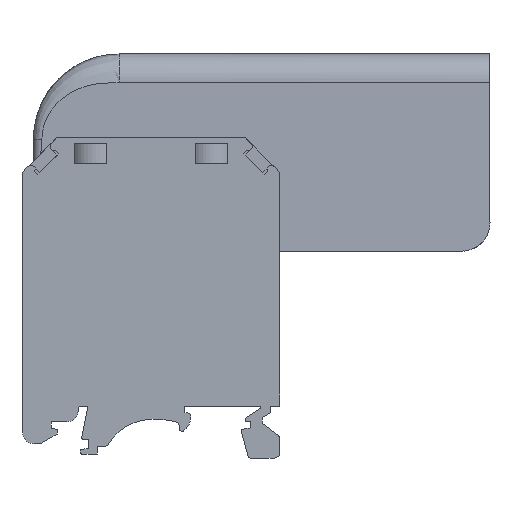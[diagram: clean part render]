
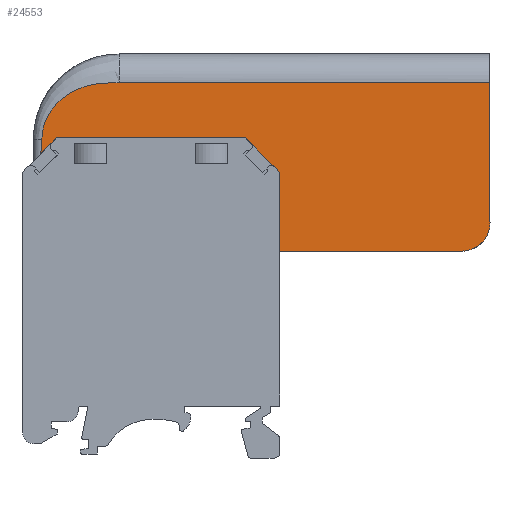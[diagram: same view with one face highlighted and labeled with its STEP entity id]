
A CAD part, left-side view. The second image highlights one B-rep face of the part: STEP entity #24553.
In plain terms, the highlighted planar face has unit normal (-1, 0, 0.004).
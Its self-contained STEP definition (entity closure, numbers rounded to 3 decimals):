
#136=(
BOUNDED_CURVE()
B_SPLINE_CURVE(3,(#46903,#46904,#46905,#46906,#46907,#46908,#46909),
 .UNSPECIFIED.,.F.,.F.)
B_SPLINE_CURVE_WITH_KNOTS((4,3,4),(-0.21,-0.08,-0.015),
 .PIECEWISE_BEZIER_KNOTS.)
CURVE()
GEOMETRIC_REPRESENTATION_ITEM()
RATIONAL_B_SPLINE_CURVE((1.,1.,1.,1.,1.,1.,1.))
REPRESENTATION_ITEM('')
);
#137=(
BOUNDED_CURVE()
B_SPLINE_CURVE(3,(#46941,#46942,#46943,#46944),.UNSPECIFIED.,.F.,.F.)
B_SPLINE_CURVE_WITH_KNOTS((4,4),(0.,0.019),
 .PIECEWISE_BEZIER_KNOTS.)
CURVE()
GEOMETRIC_REPRESENTATION_ITEM()
RATIONAL_B_SPLINE_CURVE((1.,1.,1.,1.))
REPRESENTATION_ITEM('')
);
#193=B_SPLINE_CURVE_WITH_KNOTS('',3,(#46911,#46912,#46913,#46914,#46915,
#46916,#46917,#46918,#46919,#46920,#46921,#46922,#46923,#46924,#46925,#46926,
#46927,#46928,#46929,#46930,#46931,#46932,#46933,#46934,#46935,#46936,#46937,
#46938,#46939),.UNSPECIFIED.,.F.,.F.,(4,1,1,1,1,1,1,1,1,1,1,1,1,1,1,1,1,
1,1,1,1,1,1,1,1,1,4),(0.,0.063,0.094,0.109,0.125,0.141,0.156,
0.188,0.219,0.234,0.25,0.266,0.281,0.313,0.375,0.438,0.469,
0.5,0.531,0.563,0.625,0.688,0.75,0.813,0.875,0.938,1.),
 .UNSPECIFIED.);
#467=ELLIPSE('',#35647,5.,5.);
#1115=LINE('',#45486,#3794);
#1125=LINE('',#45514,#3804);
#1218=LINE('',#46229,#3897);
#1366=LINE('',#46606,#4045);
#1370=LINE('',#46613,#4049);
#1435=LINE('',#46897,#4114);
#1436=LINE('',#46901,#4115);
#3794=VECTOR('',#38613,1000.);
#3804=VECTOR('',#38643,1000.);
#3897=VECTOR('',#38766,1000.);
#4045=VECTOR('',#39018,1000.);
#4049=VECTOR('',#39024,1000.);
#4114=VECTOR('',#39115,1000.);
#4115=VECTOR('',#39118,1000.);
#6102=PLANE('',#35646);
#8842=ORIENTED_EDGE('',*,*,#15324,.F.);
#8843=ORIENTED_EDGE('',*,*,#15325,.T.);
#8844=ORIENTED_EDGE('',*,*,#15326,.F.);
#8845=ORIENTED_EDGE('',*,*,#15327,.T.);
#8846=ORIENTED_EDGE('',*,*,#15328,.T.);
#8847=ORIENTED_EDGE('',*,*,#15329,.T.);
#8848=ORIENTED_EDGE('',*,*,#15044,.T.);
#8849=ORIENTED_EDGE('',*,*,#14914,.F.);
#8850=ORIENTED_EDGE('',*,*,#14900,.T.);
#8851=ORIENTED_EDGE('',*,*,#15239,.F.);
#8852=ORIENTED_EDGE('',*,*,#15235,.T.);
#14900=EDGE_CURVE('',#18254,#18267,#1115,.F.);
#14914=EDGE_CURVE('',#18254,#18300,#1125,.F.);
#15044=EDGE_CURVE('',#18414,#18300,#1218,.F.);
#15235=EDGE_CURVE('',#18591,#18590,#1366,.F.);
#15239=EDGE_CURVE('',#18591,#18267,#1370,.F.);
#15324=EDGE_CURVE('',#18665,#18590,#1435,.F.);
#15325=EDGE_CURVE('',#18665,#18666,#467,.T.);
#15326=EDGE_CURVE('',#18667,#18666,#1436,.T.);
#15327=EDGE_CURVE('',#18667,#18668,#136,.T.);
#15328=EDGE_CURVE('',#18668,#18669,#193,.T.);
#15329=EDGE_CURVE('',#18669,#18414,#137,.F.);
#18254=VERTEX_POINT('',#45394);
#18267=VERTEX_POINT('',#45423);
#18300=VERTEX_POINT('',#45515);
#18414=VERTEX_POINT('',#46230);
#18590=VERTEX_POINT('',#46603);
#18591=VERTEX_POINT('',#46607);
#18665=VERTEX_POINT('',#46898);
#18666=VERTEX_POINT('',#46900);
#18667=VERTEX_POINT('',#46902);
#18668=VERTEX_POINT('',#46910);
#18669=VERTEX_POINT('',#46940);
#21150=EDGE_LOOP('',(#8842,#8843,#8844,#8845,#8846,#8847,#8848,#8849,#8850,
#8851,#8852));
#22762=FACE_BOUND('',#21150,.T.);
#24553=ADVANCED_FACE('',(#22762),#6102,.T.);
#35646=AXIS2_PLACEMENT_3D('',#46896,#39113,#39114);
#35647=AXIS2_PLACEMENT_3D('',#46899,#39116,#39117);
#38613=DIRECTION('',(0.,1.,0.));
#38643=DIRECTION('',(0.,-1.,0.));
#38766=DIRECTION('',(0.,1.,0.));
#39018=DIRECTION('',(0.,1.,0.));
#39024=DIRECTION('',(0.,-1.,0.));
#39113=DIRECTION('',(-1.,0.,0.004));
#39114=DIRECTION('',(-0.004,0.,-1.));
#39115=DIRECTION('',(0.,-1.,0.));
#39116=DIRECTION('',(-1.,0.,0.004));
#39117=DIRECTION('',(-0.004,0.,-1.));
#39118=DIRECTION('',(-0.004,-0.004,-1.));
#45394=CARTESIAN_POINT('',(-17.,17.3,0.));
#45423=CARTESIAN_POINT('',(-17.,-17.3,0.));
#45486=CARTESIAN_POINT('',(-17.,0.,0.));
#45514=CARTESIAN_POINT('',(-17.,19.1,0.));
#45515=CARTESIAN_POINT('',(-17.,17.5,0.));
#46229=CARTESIAN_POINT('',(-17.,0.,0.));
#46230=CARTESIAN_POINT('',(-17.,20.6,0.));
#46603=CARTESIAN_POINT('',(-17.,-22.5,0.));
#46606=CARTESIAN_POINT('',(-17.,0.,0.));
#46607=CARTESIAN_POINT('',(-17.,-17.5,0.));
#46613=CARTESIAN_POINT('',(-17.,19.1,0.));
#46896=CARTESIAN_POINT('',(-17.,19.1,0.));
#46897=CARTESIAN_POINT('',(-17.,19.1,0.));
#46898=CARTESIAN_POINT('',(-17.,-54.378,0.));
#46899=CARTESIAN_POINT('',(-16.978,-54.378,5.));
#46900=CARTESIAN_POINT('',(-16.978,-59.378,5.022));
#46901=CARTESIAN_POINT('',(-16.999,-59.399,0.144));
#46902=CARTESIAN_POINT('',(-16.871,-59.271,29.522));
#46903=CARTESIAN_POINT('',(-16.871,-189.23,29.522));
#46904=CARTESIAN_POINT('',(-16.871,-145.953,29.522));
#46905=CARTESIAN_POINT('',(-16.871,-102.677,29.522));
#46906=CARTESIAN_POINT('',(-16.871,-59.4,29.522));
#46907=CARTESIAN_POINT('',(-16.871,-37.762,29.522));
#46908=CARTESIAN_POINT('',(-16.871,-16.123,29.522));
#46909=CARTESIAN_POINT('',(-16.871,5.515,29.522));
#46910=CARTESIAN_POINT('',(-16.871,5.515,29.522));
#46911=CARTESIAN_POINT('',(-16.871,5.515,29.522));
#46912=CARTESIAN_POINT('',(-16.871,5.895,29.522));
#46913=CARTESIAN_POINT('',(-16.871,6.429,29.516));
#46914=CARTESIAN_POINT('',(-16.871,6.979,29.5));
#46915=CARTESIAN_POINT('',(-16.871,7.285,29.487));
#46916=CARTESIAN_POINT('',(-16.871,7.475,29.478));
#46917=CARTESIAN_POINT('',(-16.871,7.773,29.461));
#46918=CARTESIAN_POINT('',(-16.872,8.124,29.436));
#46919=CARTESIAN_POINT('',(-16.872,8.565,29.396));
#46920=CARTESIAN_POINT('',(-16.872,8.979,29.348));
#46921=CARTESIAN_POINT('',(-16.872,9.312,29.302));
#46922=CARTESIAN_POINT('',(-16.872,9.529,29.269));
#46923=CARTESIAN_POINT('',(-16.873,9.846,29.215));
#46924=CARTESIAN_POINT('',(-16.873,10.228,29.142));
#46925=CARTESIAN_POINT('',(-16.873,10.899,28.994));
#46926=CARTESIAN_POINT('',(-16.875,11.811,28.73));
#46927=CARTESIAN_POINT('',(-16.876,12.671,28.4));
#46928=CARTESIAN_POINT('',(-16.877,13.339,28.088));
#46929=CARTESIAN_POINT('',(-16.878,13.792,27.851));
#46930=CARTESIAN_POINT('',(-16.88,14.353,27.522));
#46931=CARTESIAN_POINT('',(-16.882,15.026,27.069));
#46932=CARTESIAN_POINT('',(-16.885,15.805,26.452));
#46933=CARTESIAN_POINT('',(-16.889,16.73,25.516));
#46934=CARTESIAN_POINT('',(-16.893,17.48,24.532));
#46935=CARTESIAN_POINT('',(-16.898,18.151,23.366));
#46936=CARTESIAN_POINT('',(-16.903,18.624,22.182));
#46937=CARTESIAN_POINT('',(-16.909,18.944,20.866));
#46938=CARTESIAN_POINT('',(-16.913,19.013,20.002));
#46939=CARTESIAN_POINT('',(-16.915,19.015,19.565));
#46940=CARTESIAN_POINT('',(-16.915,19.015,19.565));
#46941=CARTESIAN_POINT('',(-17.,20.6,0.));
#46942=CARTESIAN_POINT('',(-16.972,19.822,6.521));
#46943=CARTESIAN_POINT('',(-16.943,19.043,13.041));
#46944=CARTESIAN_POINT('',(-16.915,19.015,19.565));
